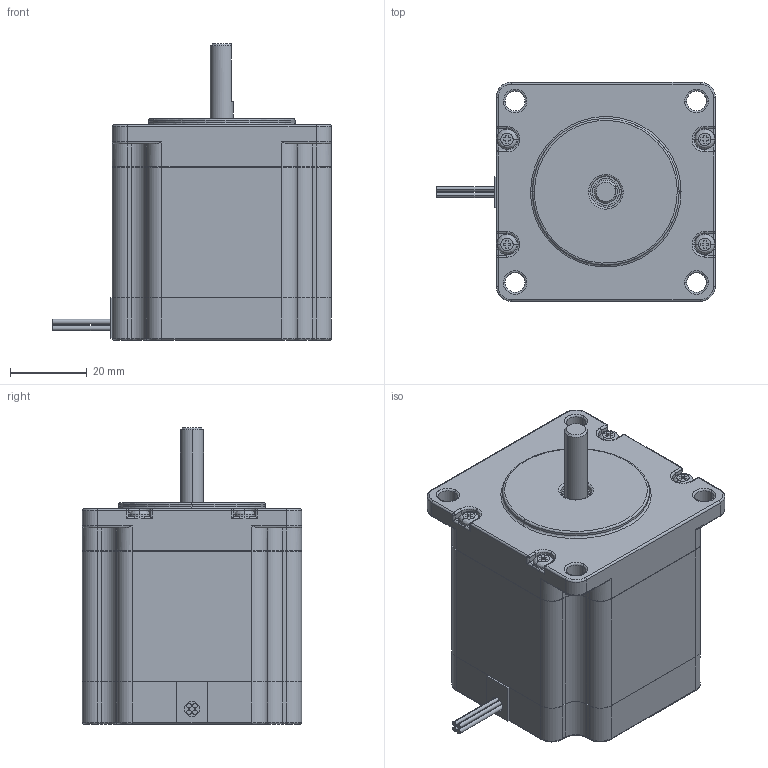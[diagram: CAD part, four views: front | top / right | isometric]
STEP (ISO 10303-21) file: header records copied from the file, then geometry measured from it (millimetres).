
FILE_DESCRIPTION (( 'STEP AP214' ), '1' );
FILE_NAME ('23HS22-2804S1.STEP', '2018-03-06T05:43:17', ( '' ), ( '' ), 'SwSTEP 2.0', 'SolidWorks 2014', '' );
FILE_SCHEMA (( 'AUTOMOTIVE_DESIGN' ));
Length unit declared in the file: millimetre
Products named in the file (1): 23HS22-2804S1
Bounding box: 72.5 x 57 x 77 mm (x, y, z)
Volume: 166568.2 mm3; surface area: 19526.1 mm2
Topology: 1 solids, 1 shells, 448 faces, 1121 edges, 682 vertices
Faces by surface type: cylinder 186, plane 156, bspline 94, cone 12
Entity records: 20602 total; most frequent: CARTESIAN_POINT 5324, ORIENTED_EDGE 2210, DIRECTION 2123, EDGE_CURVE 1105, AXIS2_PLACEMENT_3D 763, VERTEX_POINT 682, VECTOR 597, LINE 597
